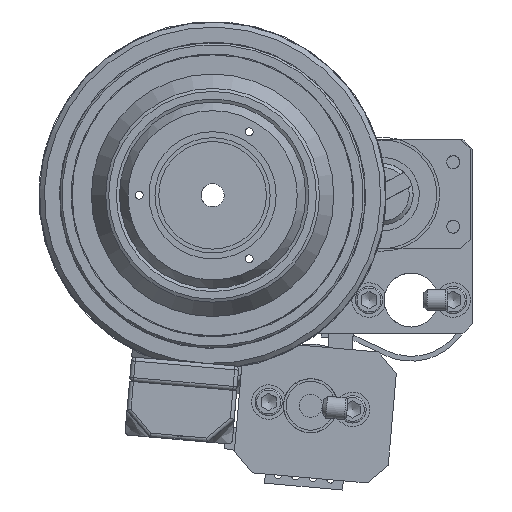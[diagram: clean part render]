
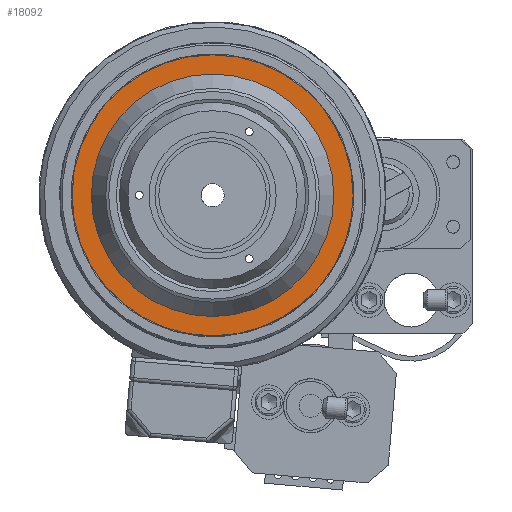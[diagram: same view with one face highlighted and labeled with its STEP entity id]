
A CAD part, left-side view. The second image highlights one B-rep face of the part: STEP entity #18092.
In plain terms, the highlighted planar face has unit normal (-1, 0, 0).
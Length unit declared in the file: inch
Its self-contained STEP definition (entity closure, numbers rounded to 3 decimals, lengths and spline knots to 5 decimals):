
#1041=FACE_BOUND('',#6752,.T.);
#4474=PLANE('',#19636);
#5352=FACE_OUTER_BOUND('',#6751,.T.);
#6751=EDGE_LOOP('',(#14694));
#6752=EDGE_LOOP('',(#14695));
#7882=CIRCLE('',#19635,0.62);
#7883=CIRCLE('',#19637,0.7185);
#9222=VERTEX_POINT('',#29859);
#9223=VERTEX_POINT('',#29862);
#11228=EDGE_CURVE('',#9222,#9222,#7882,.T.);
#11229=EDGE_CURVE('',#9223,#9223,#7883,.T.);
#14694=ORIENTED_EDGE('',*,*,#11229,.F.);
#14695=ORIENTED_EDGE('',*,*,#11228,.T.);
#18092=ADVANCED_FACE('',(#5352,#1041),#4474,.T.);
#19635=AXIS2_PLACEMENT_3D('',#29860,#22878,#22879);
#19636=AXIS2_PLACEMENT_3D('',#29861,#22880,#22881);
#19637=AXIS2_PLACEMENT_3D('',#29863,#22882,#22883);
#22878=DIRECTION('center_axis',(1.,0.,0.));
#22879=DIRECTION('ref_axis',(0.,1.,0.));
#22880=DIRECTION('center_axis',(-1.,0.,0.));
#22881=DIRECTION('ref_axis',(0.,0.,1.));
#22882=DIRECTION('center_axis',(1.,0.,0.));
#22883=DIRECTION('ref_axis',(0.,1.,0.));
#29859=CARTESIAN_POINT('',(0.437,0.62,0.));
#29860=CARTESIAN_POINT('Origin',(0.437,0.,0.));
#29861=CARTESIAN_POINT('Origin',(0.437,0.66925,0.));
#29862=CARTESIAN_POINT('',(0.437,0.7185,0.));
#29863=CARTESIAN_POINT('Origin',(0.437,0.,0.));
